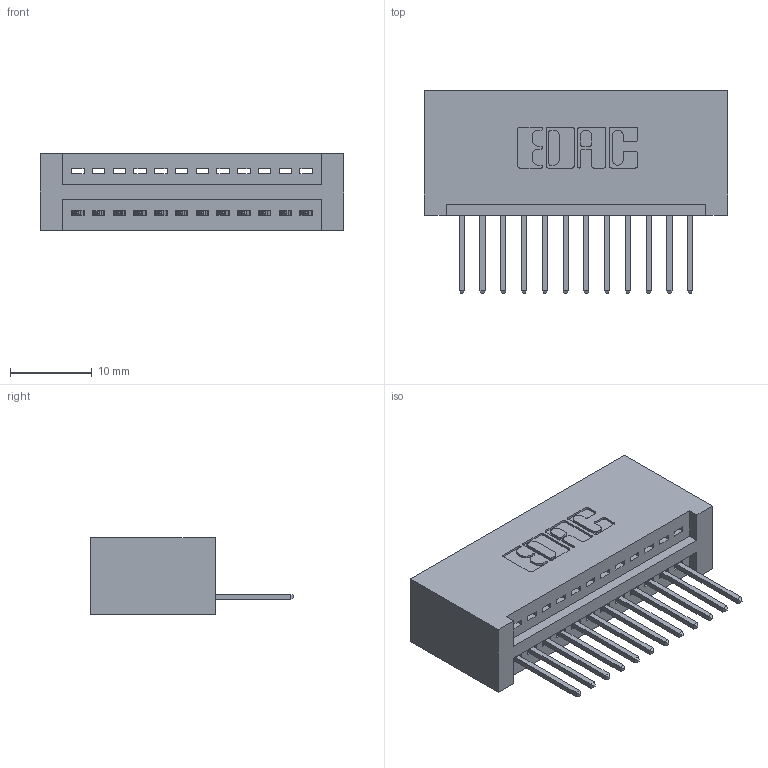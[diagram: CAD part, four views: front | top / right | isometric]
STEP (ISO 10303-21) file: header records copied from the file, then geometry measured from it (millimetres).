
FILE_DESCRIPTION (( 'STEP AP203' ), '1' );
FILE_NAME ('395-012-523-101.STEP', '2018-11-05T16:54:17', ( '' ), ( '' ), 'SwSTEP 2.0', 'SolidWorks 2016', '' );
FILE_SCHEMA (( 'CONFIG_CONTROL_DESIGN' ));
Length unit declared in the file: inch
Products named in the file (3): 345-292-001_345-293-123; 395-012-523-101; 345 Part_No Mounting Lugs
Assembly tree (13 placements, depth 2):
  395-012-523-101
    345 Part_No Mounting Lugs
    345-292-001_345-293-123  x12
Bounding box: 37.08 x 24.82 x 9.4 mm (x, y, z)
Volume: 3856.2 mm3; surface area: 4920.1 mm2
Topology: 13 solids, 13 shells, 814 faces, 2429 edges, 1602 vertices
Faces by surface type: plane 556, cylinder 258
Entity records: 12811 total; most frequent: CARTESIAN_POINT 2228, ORIENTED_EDGE 2174, DIRECTION 1983, EDGE_CURVE 1087, LINE 915, VECTOR 915, VERTEX_POINT 722, AXIS2_PLACEMENT_3D 534
